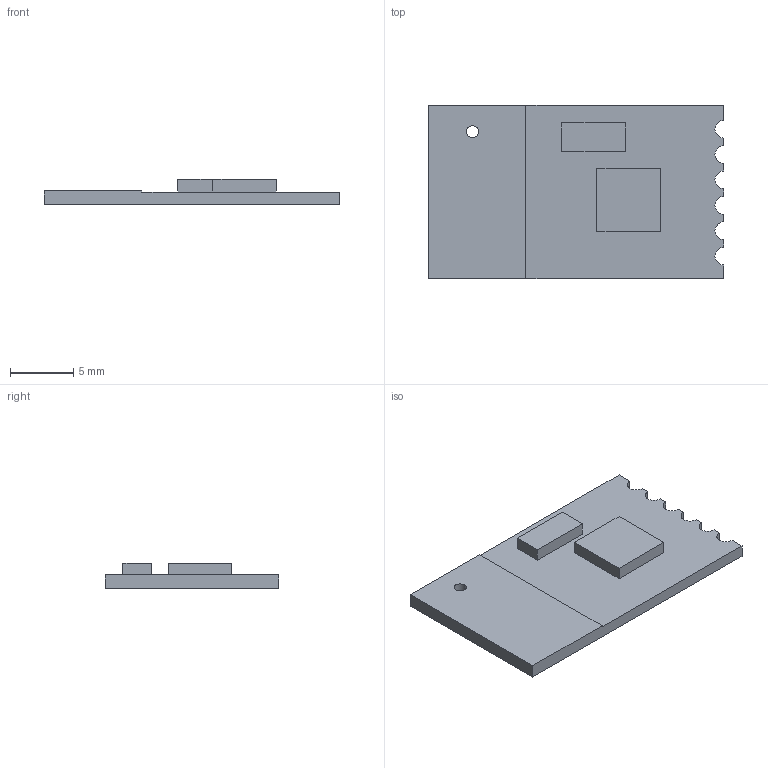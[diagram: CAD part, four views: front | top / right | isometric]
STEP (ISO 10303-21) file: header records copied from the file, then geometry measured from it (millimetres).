
FILE_DESCRIPTION (( 'STEP AP214' ), '1' );
FILE_NAME ('LC12S.STEP', '2020-05-25T13:31:07', ( '' ), ( '' ), 'SwSTEP 2.0', 'SolidWorks 2019', '' );
FILE_SCHEMA (( 'AUTOMOTIVE_DESIGN' ));
Length unit declared in the file: millimetre
Products named in the file (1): LC12S
Bounding box: 23.3 x 13.7 x 2 mm (x, y, z)
Volume: 360.8 mm3; surface area: 748.7 mm2
Topology: 1 solids, 1 shells, 38 faces, 102 edges, 68 vertices
Faces by surface type: plane 24, cylinder 14
Entity records: 1628 total; most frequent: CARTESIAN_POINT 209, DIRECTION 208, ORIENTED_EDGE 204, EDGE_CURVE 102, VECTOR 74, LINE 74, VERTEX_POINT 68, AXIS2_PLACEMENT_3D 67
